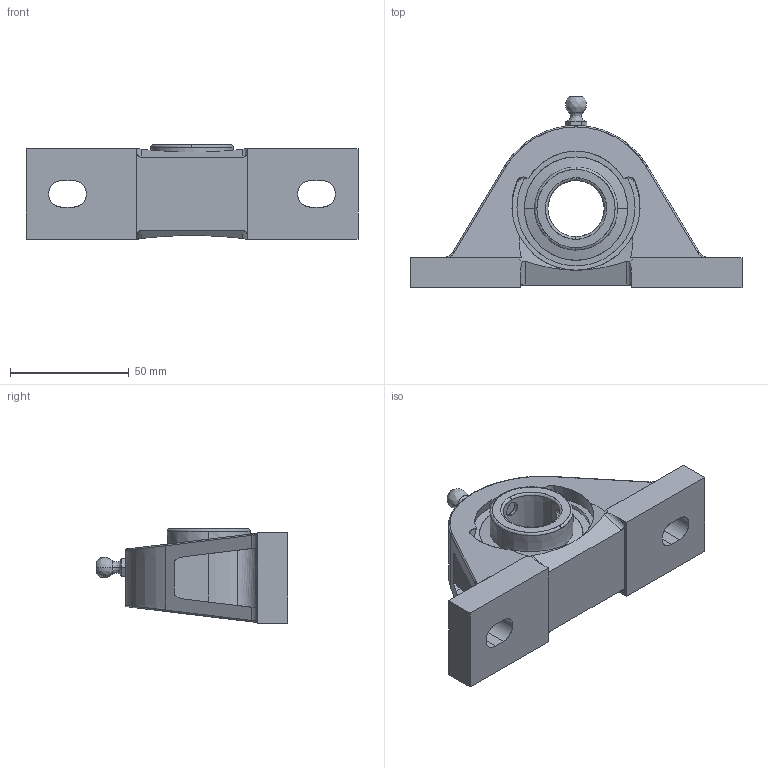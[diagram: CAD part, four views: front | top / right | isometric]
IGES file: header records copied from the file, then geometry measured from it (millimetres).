
Start section: SolidWorks IGES file using analytic representation for surfaces
Global section: file name: NPDEFAU08121629346758.igs; native system: SolidWorks 2017; preprocessor: SolidWorks 2017; author: partstream; date: 170812.162936; units: millimetre
Bounding box: 139.7 x 80.7 x 39.69 mm (x, y, z)
Surface area: 32791 mm2 (no closed solid volume)
Topology: 0 solids, 0 shells, 127 faces, 2454 edges, 2454 vertices
Faces by surface type: bspline 71, revolution 56
